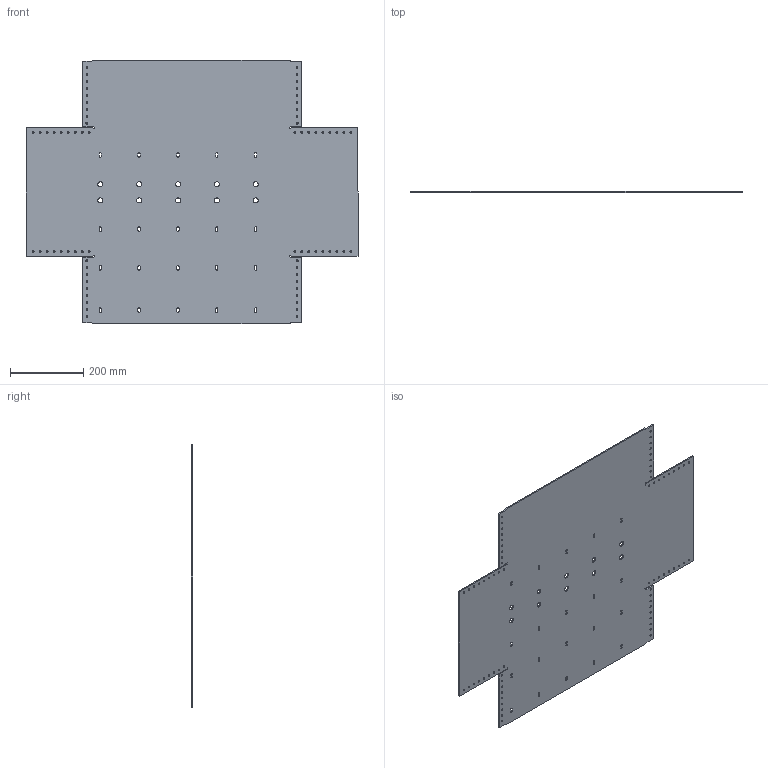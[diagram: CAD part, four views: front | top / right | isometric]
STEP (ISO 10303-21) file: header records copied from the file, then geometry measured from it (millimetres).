
FILE_DESCRIPTION (( 'STEP AP203' ), '1' );
FILE_NAME ('Accumulator_Container_OnePieceSCS.STEP', '2024-12-07T23:12:41', ( '' ), ( '' ), 'SwSTEP 2.0', 'SolidWorks 2024', '' );
FILE_SCHEMA (( 'CONFIG_CONTROL_DESIGN' ));
Length unit declared in the file: inch
Products named in the file (1): Accumulator_Container_OnePieceSCS
Bounding box: 908.17 x 3.2 x 722.09 mm (x, y, z)
Volume: 1713532.2 mm3; surface area: 1089248.9 mm2
Topology: 1 solids, 1 shells, 314 faces, 936 edges, 624 vertices
Faces by surface type: cylinder 228, plane 78, bspline 8
Entity records: 11455 total; most frequent: CARTESIAN_POINT 2123, DIRECTION 1990, ORIENTED_EDGE 1872, EDGE_CURVE 936, AXIS2_PLACEMENT_3D 763, VERTEX_POINT 624, EDGE_LOOP 518, LINE 464
